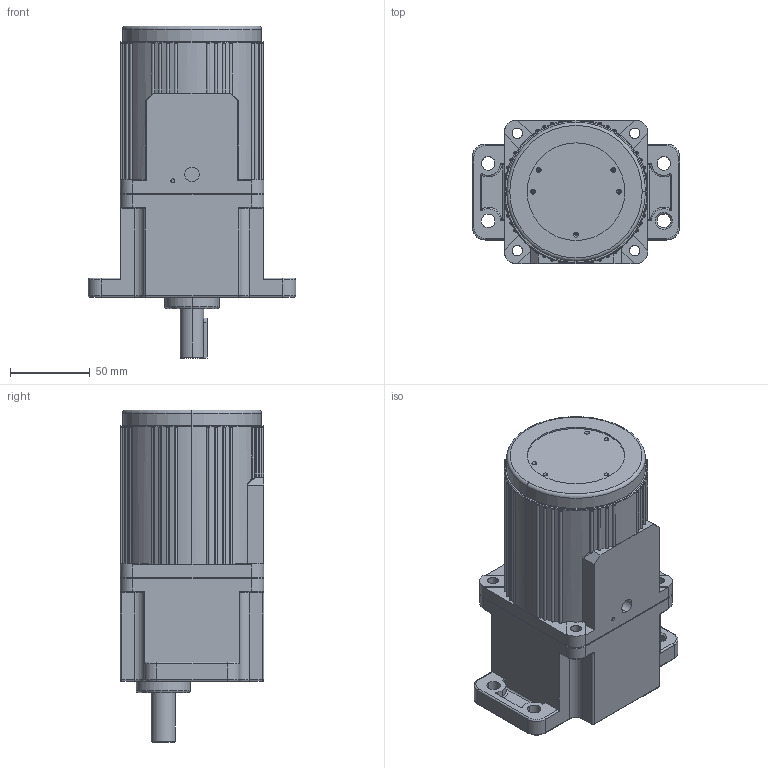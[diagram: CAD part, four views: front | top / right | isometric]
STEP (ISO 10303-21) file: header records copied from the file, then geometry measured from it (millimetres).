
FILE_DESCRIPTION (( 'STEP AP203' ), '1' );
FILE_NAME ('5IK40+5GU3-750K.STEP', '2020-01-09T00:47:44', ( 'Sky123.Org' ), ( 'Sky123.Org' ), 'SwSTEP 2.0', 'SolidWorks 2014', '' );
FILE_SCHEMA (( 'CONFIG_CONTROL_DESIGN' ));
Length unit declared in the file: millimetre
Products named in the file (4): 5GU3-750K; 5IK40+5GU3-750K; 5IK40A
Assembly tree (3 placements, depth 3):
  5IK40+5GU3-750K
    5IK40A
    5GU3-750K
      5GU3-750K
Bounding box: 130 x 90 x 208 mm (x, y, z)
Volume: 1186517 mm3; surface area: 101901.9 mm2
Topology: 2 solids, 2 shells, 489 faces, 1201 edges, 723 vertices
Faces by surface type: cylinder 218, plane 121, torus 106, cone 30, sphere 8, bspline 6
Entity records: 15368 total; most frequent: CARTESIAN_POINT 3153, DIRECTION 2735, ORIENTED_EDGE 2378, EDGE_CURVE 1189, AXIS2_PLACEMENT_3D 1161, VERTEX_POINT 723, CIRCLE 671, EDGE_LOOP 532
